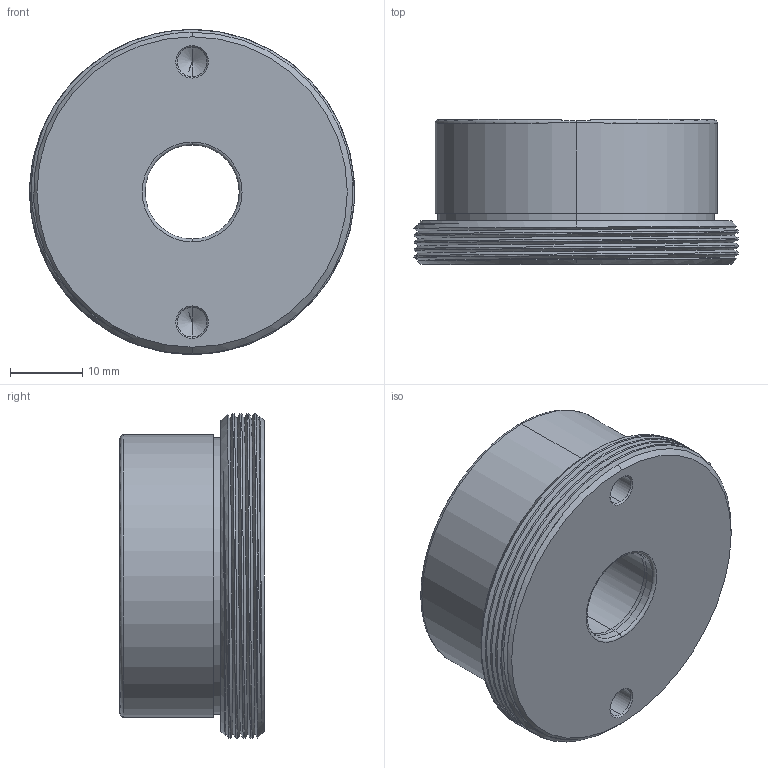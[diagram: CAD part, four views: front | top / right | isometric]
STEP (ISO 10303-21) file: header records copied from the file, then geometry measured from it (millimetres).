
FILE_DESCRIPTION (( 'STEP AP214' ), '1' );
FILE_NAME ('LQNC-2.STEP', '2019-04-08T05:55:47', ( '' ), ( '' ), 'SwSTEP 2.0', 'SolidWorks 2018', '' );
FILE_SCHEMA (( 'AUTOMOTIVE_DESIGN' ));
Length unit declared in the file: millimetre
Products named in the file (1): LQNC-2
Bounding box: 44.84 x 20 x 44.9 mm (x, y, z)
Volume: 23062.6 mm3; surface area: 6718.7 mm2
Topology: 1 solids, 1 shells, 56 faces, 139 edges, 84 vertices
Faces by surface type: cylinder 21, cone 16, plane 11, torus 6, bspline 2
Entity records: 2701 total; most frequent: CARTESIAN_POINT 1397, ORIENTED_EDGE 270, DIRECTION 270, EDGE_CURVE 135, AXIS2_PLACEMENT_3D 111, VERTEX_POINT 84, EDGE_LOOP 61, FACE_OUTER_BOUND 56
